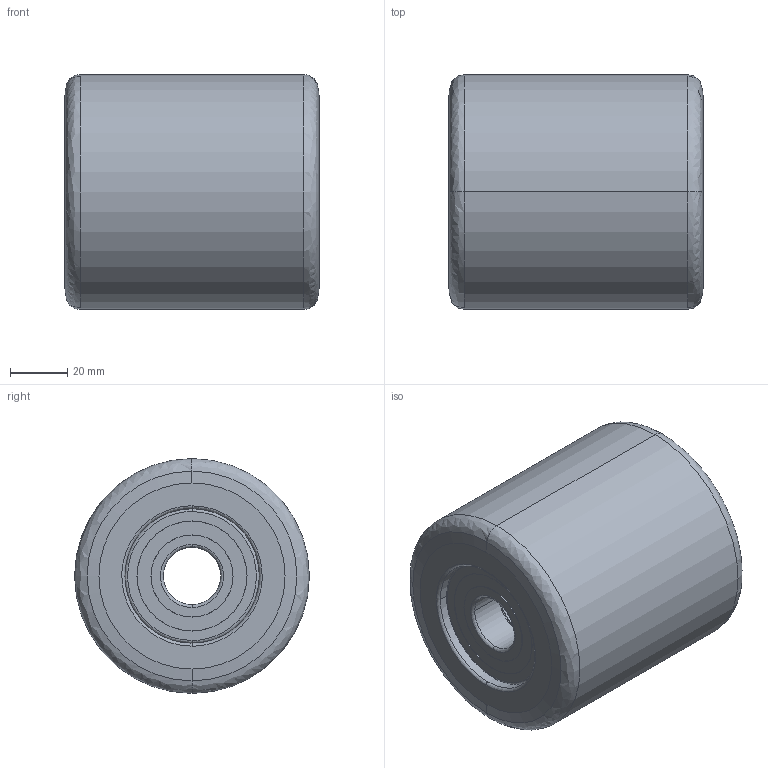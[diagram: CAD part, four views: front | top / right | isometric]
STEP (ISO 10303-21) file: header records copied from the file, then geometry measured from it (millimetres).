
FILE_DESCRIPTION (( 'STEP AP214' ), '1' );
FILE_NAME ('0017665.step', '2022-08-17T11:02:08', ( '' ), ( '' ), 'SwSTEP 2.0', 'SolidWorks 2020', '' );
FILE_SCHEMA (( 'AUTOMOTIVE_DESIGN' ));
Length unit declared in the file: millimetre
Products named in the file (1): 0017665
Bounding box: 89 x 82 x 82 mm (x, y, z)
Volume: 362641.2 mm3; surface area: 65162.7 mm2
Topology: 5 solids, 5 shells, 182 faces, 602 edges, 358 vertices
Faces by surface type: bspline 104, cylinder 52, plane 22, cone 4
Entity records: 10000 total; most frequent: CARTESIAN_POINT 5059, ORIENTED_EDGE 1092, DIRECTION 802, EDGE_CURVE 546, AXIS2_PLACEMENT_3D 373, VERTEX_POINT 358, CIRCLE 294, EDGE_LOOP 204
